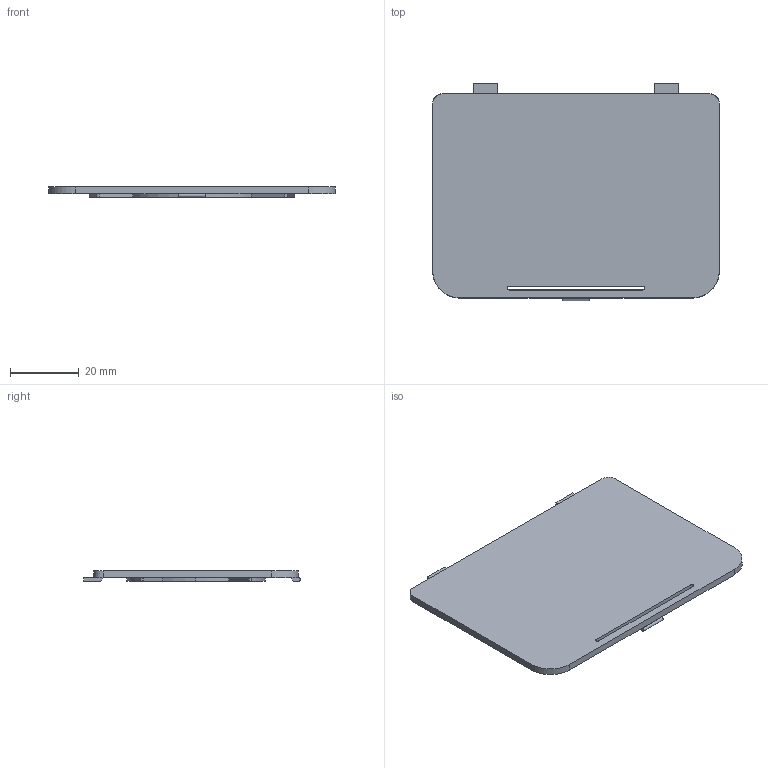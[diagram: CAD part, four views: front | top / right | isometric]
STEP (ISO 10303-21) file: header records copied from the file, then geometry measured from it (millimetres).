
FILE_DESCRIPTION (( 'STEP AP214' ), '1' );
FILE_NAME ('13766-4003-R3_ACCESS_PANEL.STEP', '2013-10-07T20:57:10', ( '' ), ( '' ), 'SwSTEP 2.0', 'SolidWorks 2013', '' );
FILE_SCHEMA (( 'AUTOMOTIVE_DESIGN' ));
Length unit declared in the file: millimetre
Products named in the file (1): 13766-4003-R3_ACCESS_PANEL
Bounding box: 83.6 x 63.3 x 3 mm (x, y, z)
Volume: 10169.6 mm3; surface area: 11683.3 mm2
Topology: 2 solids, 2 shells, 69 faces, 190 edges, 124 vertices
Faces by surface type: plane 43, cone 25, cylinder 1
Entity records: 2269 total; most frequent: CARTESIAN_POINT 438, ORIENTED_EDGE 380, DIRECTION 362, EDGE_CURVE 190, VERTEX_POINT 124, LINE 122, VECTOR 122, AXIS2_PLACEMENT_3D 120
